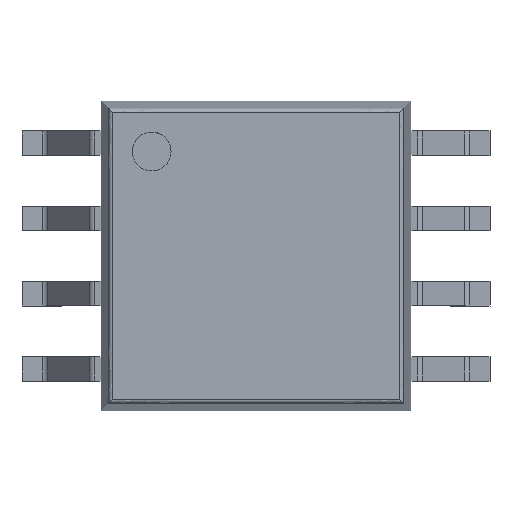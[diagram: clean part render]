
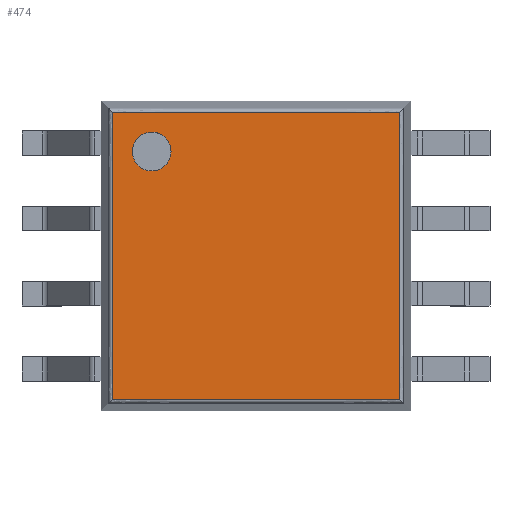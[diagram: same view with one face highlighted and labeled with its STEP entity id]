
A CAD part, top view. The second image highlights one B-rep face of the part: STEP entity #474.
In plain terms, the highlighted free-form (B-spline) face has degree [1, 1] with [2, 2] control points.
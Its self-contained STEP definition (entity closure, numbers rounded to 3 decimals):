
#384 = VERTEX_POINT('',#385);
#385 = CARTESIAN_POINT('',(-3.606,-3.606,
    3.215));
#391 = EDGE_CURVE('',#384,#392,#394,.T.);
#392 = VERTEX_POINT('',#393);
#393 = CARTESIAN_POINT('',(-3.606,3.606,3.215
    ));
#394 = B_SPLINE_CURVE_WITH_KNOTS('',1,(#395,#396),.UNSPECIFIED.,.F.,.F.,
  (2,2),(0.061,4.907),.PIECEWISE_BEZIER_KNOTS.);
#395 = CARTESIAN_POINT('',(-3.606,-3.606,
    3.215));
#396 = CARTESIAN_POINT('',(-3.606,3.606,3.215
    ));
#455 = VERTEX_POINT('',#456);
#456 = CARTESIAN_POINT('',(3.606,-3.606,3.215
    ));
#462 = EDGE_CURVE('',#384,#455,#463,.T.);
#463 = B_SPLINE_CURVE_WITH_KNOTS('',1,(#464,#465),.UNSPECIFIED.,.F.,.F.,
  (2,2),(0.061,4.907),.PIECEWISE_BEZIER_KNOTS.);
#464 = CARTESIAN_POINT('',(-3.606,-3.606,
    3.215));
#465 = CARTESIAN_POINT('',(3.606,-3.606,3.215
    ));
#474 = ADVANCED_FACE('',(#475,#491),#505,.T.);
#475 = FACE_BOUND('',#476,.T.);
#476 = EDGE_LOOP('',(#477,#478,#479,#486));
#477 = ORIENTED_EDGE('',*,*,#391,.F.);
#478 = ORIENTED_EDGE('',*,*,#462,.T.);
#479 = ORIENTED_EDGE('',*,*,#480,.T.);
#480 = EDGE_CURVE('',#455,#481,#483,.T.);
#481 = VERTEX_POINT('',#482);
#482 = CARTESIAN_POINT('',(3.606,3.606,3.215)
  );
#483 = B_SPLINE_CURVE_WITH_KNOTS('',1,(#484,#485),.UNSPECIFIED.,.F.,.F.,
  (2,2),(0.061,4.907),.PIECEWISE_BEZIER_KNOTS.);
#484 = CARTESIAN_POINT('',(3.606,-3.606,3.215
    ));
#485 = CARTESIAN_POINT('',(3.606,3.606,3.215)
  );
#486 = ORIENTED_EDGE('',*,*,#487,.F.);
#487 = EDGE_CURVE('',#392,#481,#488,.T.);
#488 = B_SPLINE_CURVE_WITH_KNOTS('',1,(#489,#490),.UNSPECIFIED.,.F.,.F.,
  (2,2),(0.061,4.907),.PIECEWISE_BEZIER_KNOTS.);
#489 = CARTESIAN_POINT('',(-3.606,3.606,3.215
    ));
#490 = CARTESIAN_POINT('',(3.606,3.606,3.215)
  );
#491 = FACE_BOUND('',#492,.T.);
#492 = EDGE_LOOP('',(#493));
#493 = ORIENTED_EDGE('',*,*,#494,.F.);
#494 = EDGE_CURVE('',#495,#495,#497,.T.);
#495 = VERTEX_POINT('',#496);
#496 = CARTESIAN_POINT('',(-2.134,2.62,3.215
    ));
#497 = ( BOUNDED_CURVE() B_SPLINE_CURVE(2,(#498,#499,#500,#501,#502,#503
,#504),.UNSPECIFIED.,.T.,.F.) B_SPLINE_CURVE_WITH_KNOTS((1,2,2,2,2,1),(
    -2.094,0.,2.094,4.189,6.283,
8.378),.UNSPECIFIED.) CURVE() GEOMETRIC_REPRESENTATION_ITEM() 
RATIONAL_B_SPLINE_CURVE((1.,0.5,1.,0.5,1.,0.5,1.)) REPRESENTATION_ITEM(
  '') );
#498 = CARTESIAN_POINT('',(-2.134,2.62,3.215
    ));
#499 = CARTESIAN_POINT('',(-2.134,3.463,3.215
    ));
#500 = CARTESIAN_POINT('',(-2.863,3.041,3.215
    ));
#501 = CARTESIAN_POINT('',(-3.593,2.62,3.215
    ));
#502 = CARTESIAN_POINT('',(-2.863,2.199,3.215
    ));
#503 = CARTESIAN_POINT('',(-2.134,1.778,3.215
    ));
#504 = CARTESIAN_POINT('',(-2.134,2.62,3.215
    ));
#505 = B_SPLINE_SURFACE_WITH_KNOTS('',1,1,(
    (#506,#507)
    ,(#508,#509
    )),.UNSPECIFIED.,.F.,.F.,.F.,(2,2),(2,2),(0.192,
    5.038),(0.192,5.038),
  .PIECEWISE_BEZIER_KNOTS.);
#506 = CARTESIAN_POINT('',(-3.606,-3.606,
    3.215));
#507 = CARTESIAN_POINT('',(-3.606,3.606,3.215
    ));
#508 = CARTESIAN_POINT('',(3.606,-3.606,3.215
    ));
#509 = CARTESIAN_POINT('',(3.606,3.606,3.215)
  );
